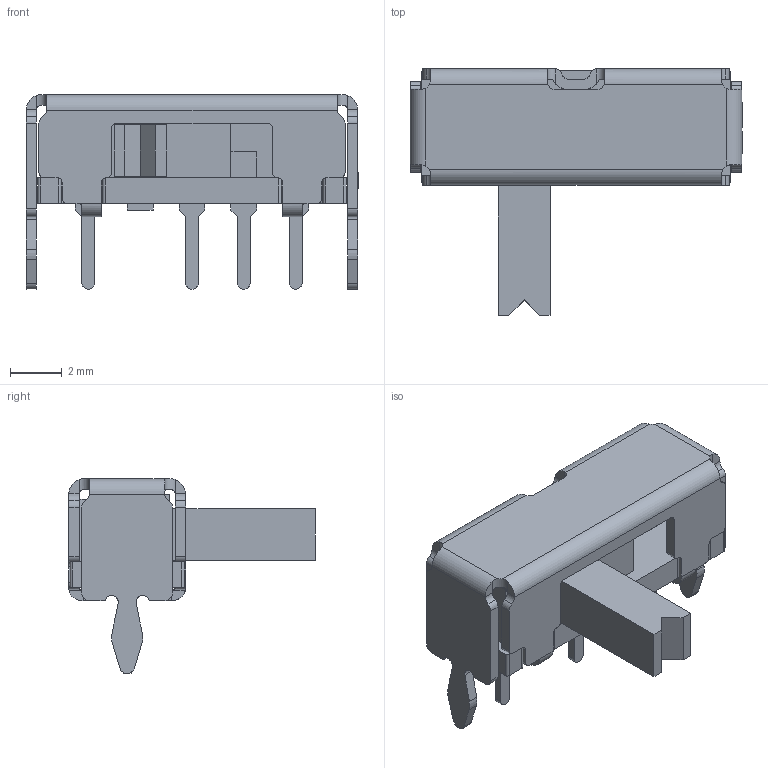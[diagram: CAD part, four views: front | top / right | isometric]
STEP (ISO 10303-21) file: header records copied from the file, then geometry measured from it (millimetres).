
FILE_DESCRIPTION (( 'STEP AP214' ), '1' );
FILE_NAME ('錨璃8.STEP', '2025-02-07T06:40:06', ( '' ), ( '' ), 'SwSTEP 2.0', 'SolidWorks 2021', '' );
FILE_SCHEMA (( 'AUTOMOTIVE_DESIGN' ));
Length unit declared in the file: millimetre
Products named in the file (1): 錨璃8
Bounding box: 12.8 x 9.5 x 7.5 mm (x, y, z)
Volume: 186.5 mm3; surface area: 585.3 mm2
Topology: 2 solids, 2 shells, 512 faces, 1435 edges, 952 vertices
Faces by surface type: plane 289, cylinder 125, bspline 98
Entity records: 22858 total; most frequent: CARTESIAN_POINT 4552, ORIENTED_EDGE 2870, DIRECTION 2237, EDGE_CURVE 1435, VERTEX_POINT 952, VECTOR 947, LINE 947, AXIS2_PLACEMENT_3D 645
